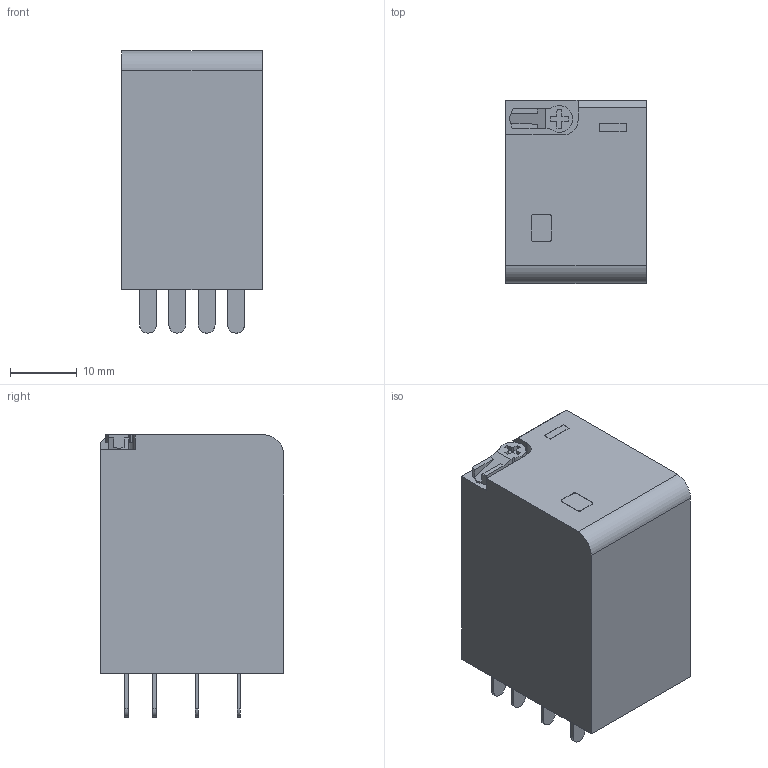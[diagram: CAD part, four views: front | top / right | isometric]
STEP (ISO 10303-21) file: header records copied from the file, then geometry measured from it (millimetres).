
FILE_DESCRIPTION(('CATIA V5R24 STEP','CAx-IF Rec.Pracs.--- Model Styling and Organization---1.2---2011-12-15'),'2;1');
FILE_NAME ('6738607_5_7760056099_S3D_DRM570_XXX_LT_BLUE.stp','2017-12-05T12:21:39+00:00',('none'),('Weidmueller'),'CATIA Version 5-6 Release 2014 SP4','CATIA V5 STEP AP214','none');
FILE_SCHEMA(('AUTOMOTIVE_DESIGN { 1 0 10303 214 1 1 1 1 }'));
Length unit declared in the file: millimetre
Products named in the file (1): 7760056096
Bounding box: 21.01 x 27.41 x 42.2 mm (x, y, z)
Volume: 20530.5 mm3; surface area: 5231.9 mm2
Topology: 16 solids, 16 shells, 155 faces, 370 edges, 251 vertices
Faces by surface type: plane 118, cylinder 25, extrusion 12
Entity records: 4576 total; most frequent: CARTESIAN_POINT 1111, ORIENTED_EDGE 740, DIRECTION 494, EDGE_CURVE 370, VECTOR 296, LINE 284, VERTEX_POINT 251, EDGE_LOOP 159
